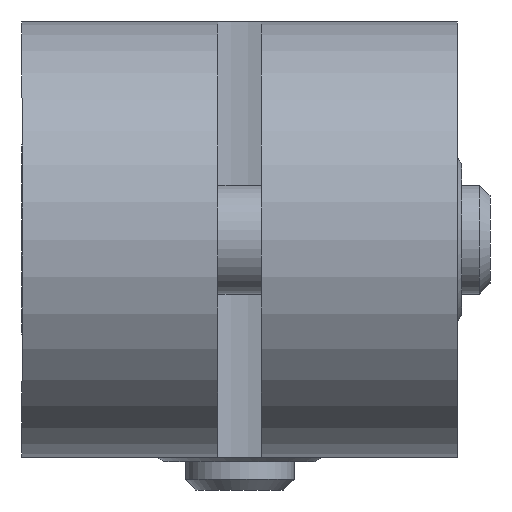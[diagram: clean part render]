
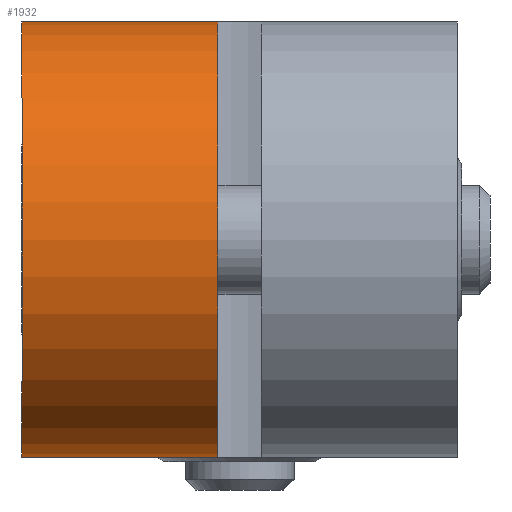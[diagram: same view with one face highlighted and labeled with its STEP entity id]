
A CAD part, left-side view. The second image highlights one B-rep face of the part: STEP entity #1932.
In plain terms, the highlighted cylindrical face has radius 10 mm (diameter 20 mm), a partial arc.
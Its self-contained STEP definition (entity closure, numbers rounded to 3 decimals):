
#68=CYLINDRICAL_SURFACE($,#2077,10.);
#149=FACE_OUTER_BOUND($,#267,.T.);
#267=EDGE_LOOP($,(#1280,#1281,#1282,#1283));
#430=CIRCLE($,#2075,10.);
#432=CIRCLE($,#2078,10.);
#513=LINE($,#2859,#665);
#514=LINE($,#2862,#666);
#665=VECTOR($,#2323,9.);
#666=VECTOR($,#2326,9.);
#825=VERTEX_POINT($,#2847);
#826=VERTEX_POINT($,#2848);
#830=VERTEX_POINT($,#2858);
#831=VERTEX_POINT($,#2860);
#1012=EDGE_CURVE($,#825,#826,#430,.T.);
#1017=EDGE_CURVE($,#826,#830,#513,.T.);
#1018=EDGE_CURVE($,#830,#831,#432,.T.);
#1019=EDGE_CURVE($,#831,#825,#514,.T.);
#1280=ORIENTED_EDGE($,*,*,#1012,.T.);
#1281=ORIENTED_EDGE($,*,*,#1017,.T.);
#1282=ORIENTED_EDGE($,*,*,#1018,.T.);
#1283=ORIENTED_EDGE($,*,*,#1019,.T.);
#1932=ADVANCED_FACE($,(#149),#68,.T.);
#2075=AXIS2_PLACEMENT_3D($,#2849,#2314,#2315);
#2077=AXIS2_PLACEMENT_3D($,#2857,#2321,#2322);
#2078=AXIS2_PLACEMENT_3D($,#2861,#2324,#2325);
#2314=DIRECTION('center_axis',(0.,1.,0.));
#2315=DIRECTION('ref_axis',(-0.707,0.,0.707));
#2321=DIRECTION('center_axis',(0.,1.,0.));
#2322=DIRECTION('ref_axis',(-0.707,0.,0.707));
#2323=DIRECTION($,(0.,1.,0.));
#2324=DIRECTION('center_axis',(0.,-1.,0.));
#2325=DIRECTION('ref_axis',(-0.707,0.,-0.707));
#2326=DIRECTION($,(0.,-1.,0.));
#2847=CARTESIAN_POINT('',(-8.5,1.,0.));
#2848=CARTESIAN_POINT('',(-8.5,1.,20.));
#2849=CARTESIAN_POINT('Origin',(-8.5,1.,10.));
#2857=CARTESIAN_POINT('Origin',(-8.5,-5.,10.));
#2858=CARTESIAN_POINT('',(-8.5,10.,20.));
#2859=CARTESIAN_POINT($,(-8.5,-5.,20.));
#2860=CARTESIAN_POINT('',(-8.5,10.,0.));
#2861=CARTESIAN_POINT('Origin',(-8.5,10.,10.));
#2862=CARTESIAN_POINT($,(-8.5,-5.,0.));
